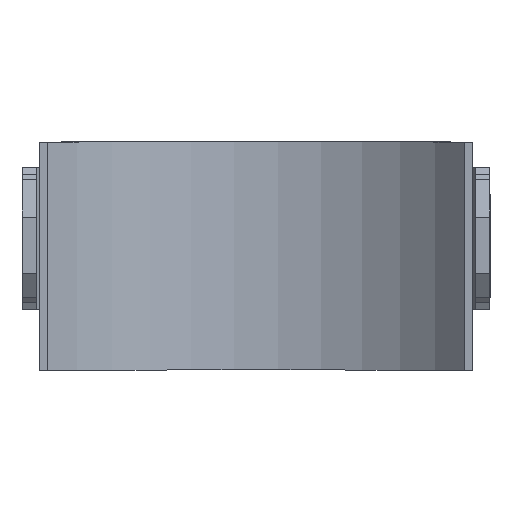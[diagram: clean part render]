
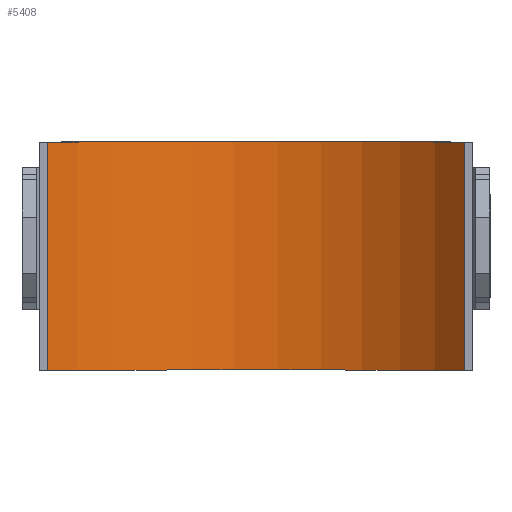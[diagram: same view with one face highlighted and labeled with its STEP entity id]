
A CAD part, front view. The second image highlights one B-rep face of the part: STEP entity #5408.
In plain terms, the highlighted cylindrical face has radius 47 mm (diameter 94 mm), a partial arc.
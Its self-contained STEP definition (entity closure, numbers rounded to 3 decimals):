
#54 = AXIS2_PLACEMENT_3D ( 'NONE', #649, #9505, #1573 ) ;
#123 = CIRCLE ( 'NONE', #3047, 47. ) ;
#649 = CARTESIAN_POINT ( 'NONE',  ( 0., -47., -20. ) ) ;
#1051 = ORIENTED_EDGE ( 'NONE', *, *, #8826, .F. ) ;
#1160 = CYLINDRICAL_SURFACE ( 'NONE', #2354, 47. ) ;
#1367 = VECTOR ( 'NONE', #6573, 1000. ) ;
#1552 = CARTESIAN_POINT ( 'NONE',  ( 36.589, -17.5, 20. ) ) ;
#1573 = DIRECTION ( 'NONE',  ( 1., 0., 0. ) ) ;
#2093 = CARTESIAN_POINT ( 'NONE',  ( -36.589, -17.5, -20. ) ) ;
#2167 = DIRECTION ( 'NONE',  ( 1., 0., 0. ) ) ;
#2354 = AXIS2_PLACEMENT_3D ( 'NONE', #4460, #4295, #7735 ) ;
#2465 = CIRCLE ( 'NONE', #54, 47. ) ;
#2855 = VECTOR ( 'NONE', #4852, 1000. ) ;
#2870 = VERTEX_POINT ( 'NONE', #5002 ) ;
#2895 = VERTEX_POINT ( 'NONE', #2093 ) ;
#3047 = AXIS2_PLACEMENT_3D ( 'NONE', #7065, #9521, #2167 ) ;
#3987 = CARTESIAN_POINT ( 'NONE',  ( 36.589, -17.5, 20. ) ) ;
#4047 = EDGE_LOOP ( 'NONE', ( #5269, #7513, #1051, #4696 ) ) ;
#4295 = DIRECTION ( 'NONE',  ( 0., 0., -1. ) ) ;
#4460 = CARTESIAN_POINT ( 'NONE',  ( 0., -47., 20. ) ) ;
#4696 = ORIENTED_EDGE ( 'NONE', *, *, #4909, .T. ) ;
#4852 = DIRECTION ( 'NONE',  ( 0., 0., -1. ) ) ;
#4909 = EDGE_CURVE ( 'NONE', #2870, #2895, #6321, .T. ) ;
#5002 = CARTESIAN_POINT ( 'NONE',  ( -36.589, -17.5, 20. ) ) ;
#5269 = ORIENTED_EDGE ( 'NONE', *, *, #7030, .T. ) ;
#5375 = CARTESIAN_POINT ( 'NONE',  ( 36.589, -17.5, -20. ) ) ;
#5408 = ADVANCED_FACE ( 'NONE', ( #6867 ), #1160, .F. ) ;
#6321 = LINE ( 'NONE', #8774, #1367 ) ;
#6573 = DIRECTION ( 'NONE',  ( 0., 0., -1. ) ) ;
#6867 = FACE_OUTER_BOUND ( 'NONE', #4047, .T. ) ;
#7030 = EDGE_CURVE ( 'NONE', #2895, #8400, #2465, .T. ) ;
#7065 = CARTESIAN_POINT ( 'NONE',  ( 0., -47., 20. ) ) ;
#7513 = ORIENTED_EDGE ( 'NONE', *, *, #9451, .F. ) ;
#7735 = DIRECTION ( 'NONE',  ( -1., 0., 0. ) ) ;
#7940 = VERTEX_POINT ( 'NONE', #3987 ) ;
#8400 = VERTEX_POINT ( 'NONE', #5375 ) ;
#8774 = CARTESIAN_POINT ( 'NONE',  ( -36.589, -17.5, 20. ) ) ;
#8826 = EDGE_CURVE ( 'NONE', #2870, #7940, #123, .T. ) ;
#8909 = LINE ( 'NONE', #1552, #2855 ) ;
#9451 = EDGE_CURVE ( 'NONE', #7940, #8400, #8909, .T. ) ;
#9505 = DIRECTION ( 'NONE',  ( 0., 0., -1. ) ) ;
#9521 = DIRECTION ( 'NONE',  ( 0., 0., -1. ) ) ;
